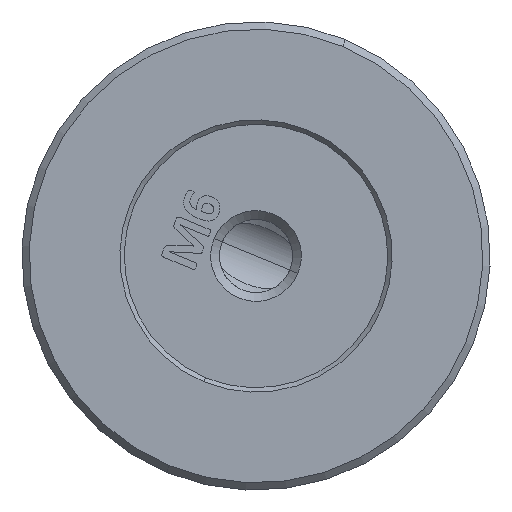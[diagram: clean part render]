
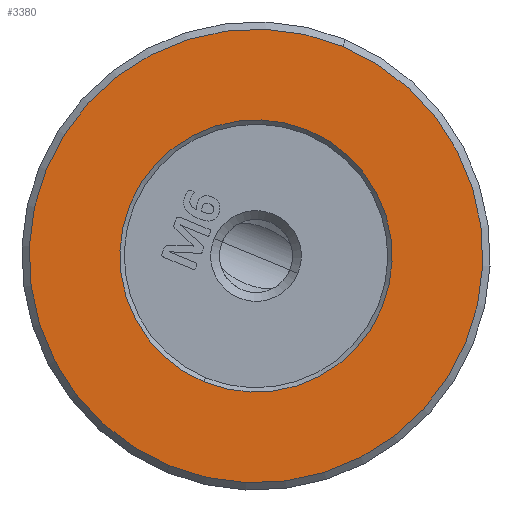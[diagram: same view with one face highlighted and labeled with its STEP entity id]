
A CAD part, left-side view. The second image highlights one B-rep face of the part: STEP entity #3380.
In plain terms, the highlighted planar face has unit normal (-1, 0, 0).
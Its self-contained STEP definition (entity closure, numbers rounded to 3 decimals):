
#355 = PLANE ( 'NONE',  #15284 ) ;
#3304 = CIRCLE ( 'NONE', #13529, 15.5 ) ;
#3380 = ADVANCED_FACE ( 'NONE', ( #5015, #22738 ), #355, .T. ) ;
#3648 = EDGE_CURVE ( 'NONE', #6197, #22822, #4130, .T. ) ;
#4130 = CIRCLE ( 'NONE', #13882, 9.3 ) ;
#4299 = EDGE_LOOP ( 'NONE', ( #5457, #24351 ) ) ;
#5015 = FACE_BOUND ( 'NONE', #4299, .T. ) ;
#5301 = EDGE_CURVE ( 'NONE', #12181, #25724, #3304, .T. ) ;
#5457 = ORIENTED_EDGE ( 'NONE', *, *, #3648, .T. ) ;
#5997 = CARTESIAN_POINT ( 'NONE',  ( -28.156, 14.482, -21.082 ) ) ;
#6107 = DIRECTION ( 'NONE',  ( 1., 0., 0. ) ) ;
#6197 = VERTEX_POINT ( 'NONE', #16698 ) ;
#6872 = ORIENTED_EDGE ( 'NONE', *, *, #5301, .T. ) ;
#7336 = CIRCLE ( 'NONE', #8273, 15.5 ) ;
#7400 = EDGE_CURVE ( 'NONE', #25724, #12181, #7336, .T. ) ;
#7991 = DIRECTION ( 'NONE',  ( -1., 0., 0. ) ) ;
#8079 = CARTESIAN_POINT ( 'NONE',  ( -28.156, 12.114, -15.352 ) ) ;
#8273 = AXIS2_PLACEMENT_3D ( 'NONE', #13073, #15541, #13217 ) ;
#9259 = CARTESIAN_POINT ( 'NONE',  ( -28.156, 8.563, -6.756 ) ) ;
#10022 = DIRECTION ( 'NONE',  ( 0., -0.382, 0.924 ) ) ;
#11715 = DIRECTION ( 'NONE',  ( -1., 0., 0. ) ) ;
#11810 = CARTESIAN_POINT ( 'NONE',  ( -28.156, 2.644, 7.569 ) ) ;
#12181 = VERTEX_POINT ( 'NONE', #11810 ) ;
#12320 = CIRCLE ( 'NONE', #28554, 9.3 ) ;
#13073 = CARTESIAN_POINT ( 'NONE',  ( -28.156, 8.563, -6.756 ) ) ;
#13217 = DIRECTION ( 'NONE',  ( 0., -0.382, 0.924 ) ) ;
#13529 = AXIS2_PLACEMENT_3D ( 'NONE', #23222, #7991, #10022 ) ;
#13882 = AXIS2_PLACEMENT_3D ( 'NONE', #28478, #6107, #25572 ) ;
#15284 = AXIS2_PLACEMENT_3D ( 'NONE', #18088, #11715, #24784 ) ;
#15541 = DIRECTION ( 'NONE',  ( -1., 0., 0. ) ) ;
#16698 = CARTESIAN_POINT ( 'NONE',  ( -28.156, 5.012, 1.839 ) ) ;
#17168 = EDGE_CURVE ( 'NONE', #22822, #6197, #12320, .T. ) ;
#18088 = CARTESIAN_POINT ( 'NONE',  ( -28.156, 8.563, -6.756 ) ) ;
#19699 = EDGE_LOOP ( 'NONE', ( #20336, #6872 ) ) ;
#20336 = ORIENTED_EDGE ( 'NONE', *, *, #7400, .T. ) ;
#22738 = FACE_OUTER_BOUND ( 'NONE', #19699, .T. ) ;
#22822 = VERTEX_POINT ( 'NONE', #8079 ) ;
#23222 = CARTESIAN_POINT ( 'NONE',  ( -28.156, 8.563, -6.756 ) ) ;
#24351 = ORIENTED_EDGE ( 'NONE', *, *, #17168, .T. ) ;
#24656 = DIRECTION ( 'NONE',  ( 1., 0., 0. ) ) ;
#24784 = DIRECTION ( 'NONE',  ( 0., 0.382, -0.924 ) ) ;
#25572 = DIRECTION ( 'NONE',  ( 0., -0.382, 0.924 ) ) ;
#25724 = VERTEX_POINT ( 'NONE', #5997 ) ;
#26976 = DIRECTION ( 'NONE',  ( 0., -0.382, 0.924 ) ) ;
#28478 = CARTESIAN_POINT ( 'NONE',  ( -28.156, 8.563, -6.756 ) ) ;
#28554 = AXIS2_PLACEMENT_3D ( 'NONE', #9259, #24656, #26976 ) ;
